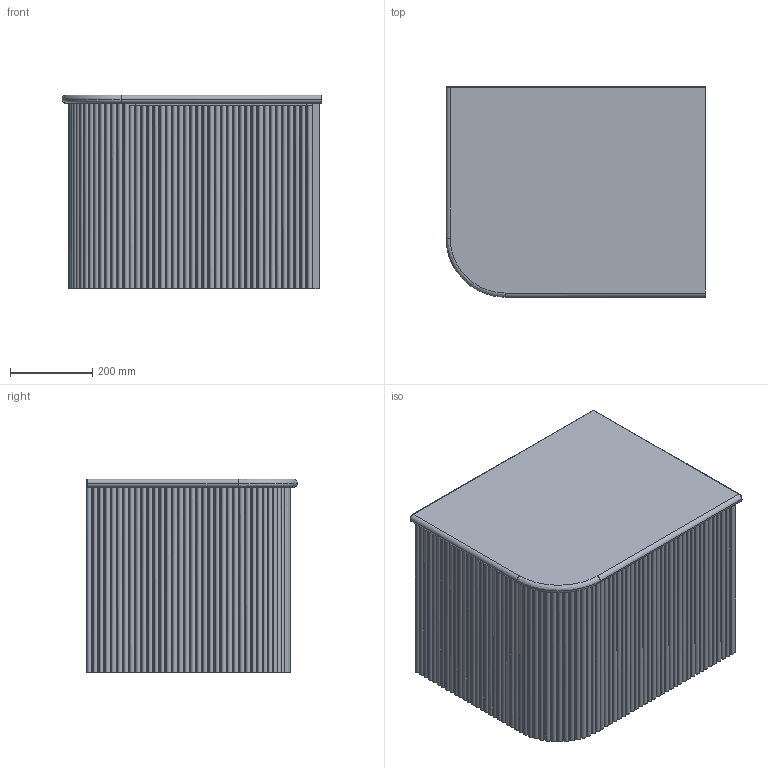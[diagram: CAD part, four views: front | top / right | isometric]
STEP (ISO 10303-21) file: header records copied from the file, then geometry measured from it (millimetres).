
FILE_DESCRIPTION(/* description */ (''),/* implementation_level */ '2;1');
FILE_NAME(/* name */ 'Kado Neue Fluted Single Curve 600 (20MM)',/* time_stamp */ '2025-07-09T15:06:39+10:00',/* author */ (''),/* organization */ (''),/* preprocessor_version */ 'ST-DEVELOPER v16.5',/* originating_system */ '',/* authorisation */ '');
FILE_SCHEMA (('AUTOMOTIVE_DESIGN'));
Length unit declared in the file: millimetre
Products named in the file (13): Document; Kado Neue Fluted Single Curve 600 (20MM); Kado Neue Fluted Single Curve ALL2930; Kado Neue Fluted Single Curve 60025; Kado Neue Fluted Carcass 75023; Kado Neue Fluted Panel 44320212223; Kado Neue Fluted Panel 44316171819; Kado Neue Fluted End910; Kado Neue Fluted Filler1213; Kado Neue Fluted Single Curve ALL Benchtops2728; Kado Neue Fluted Single Curve Benchtop (20MM) ALL26; Kado Neue Fluted Single Curve 600 Benchtop (20MM)24; Kado Neue Fluted Single Curve 600 Benchtop (20MM)
Assembly tree (12 placements, depth 6):
  Document
    Kado Neue Fluted Single Curve 600 (20MM)
      Kado Neue Fluted Single Curve ALL2930
        Kado Neue Fluted Single Curve 60025
          Kado Neue Fluted Carcass 75023
          Kado Neue Fluted Panel 44320212223
            Kado Neue Fluted Panel 44316171819
          Kado Neue Fluted End910
          Kado Neue Fluted Filler1213
      Kado Neue Fluted Single Curve ALL Benchtops2728
        Kado Neue Fluted Single Curve Benchtop (20MM) ALL26
          Kado Neue Fluted Single Curve 600 Benchtop (20MM)24
            Kado Neue Fluted Single Curve 600 Benchtop (20MM)
Bounding box: 630 x 510.05 x 470 mm (x, y, z)
Volume: 57222866.3 mm3; surface area: 4687677.4 mm2
Topology: 10 solids, 10 shells, 359 faces, 1005 edges, 664 vertices
Faces by surface type: cylinder 223, plane 128, bspline 8
Entity records: 11246 total; most frequent: CARTESIAN_POINT 4358, ORIENTED_EDGE 2006, EDGE_CURVE 1003, VERTEX_POINT 664, B_SPLINE_CURVE_WITH_KNOTS 548, DIRECTION 411, AXIS2_PLACEMENT_3D 381, ADVANCED_FACE 359
